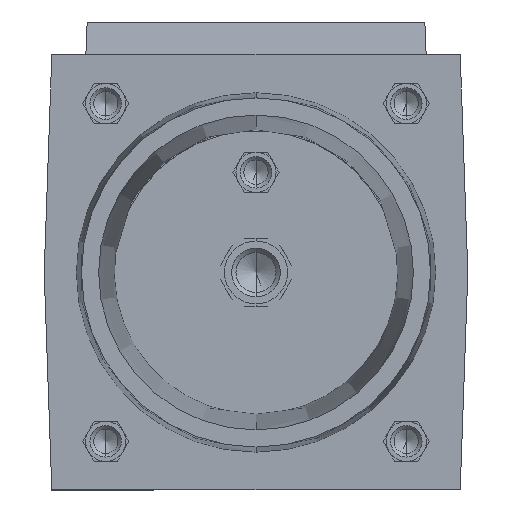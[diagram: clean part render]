
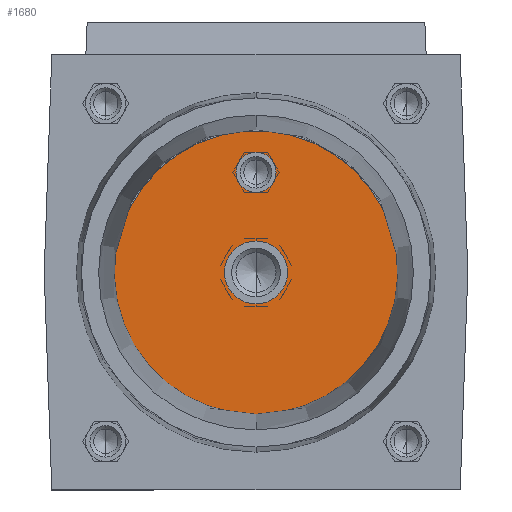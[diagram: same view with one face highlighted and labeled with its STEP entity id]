
A CAD part, front view. The second image highlights one B-rep face of the part: STEP entity #1680.
In plain terms, the highlighted planar face has unit normal (0, -1, 0).
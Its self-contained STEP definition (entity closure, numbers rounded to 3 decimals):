
#36 = CARTESIAN_POINT ( 'NONE',  ( 0., 210., 35. ) ) ;
#175 = ORIENTED_EDGE ( 'NONE', *, *, #2820, .F. ) ;
#232 = DIRECTION ( 'NONE',  ( 0., 0., -1. ) ) ;
#403 = CIRCLE ( 'NONE', #1244, 7. ) ;
#451 = AXIS2_PLACEMENT_3D ( 'NONE', #2826, #7787, #700 ) ;
#549 = CIRCLE ( 'NONE', #6863, 49.501 ) ;
#700 = DIRECTION ( 'NONE',  ( 0., 0., -1. ) ) ;
#817 = CARTESIAN_POINT ( 'NONE',  ( -44., 210., 22.679 ) ) ;
#849 = DIRECTION ( 'NONE',  ( 0., 0., -1. ) ) ;
#926 = EDGE_CURVE ( 'NONE', #5745, #1780, #403, .T. ) ;
#960 = DIRECTION ( 'NONE',  ( 0., -1., 0. ) ) ;
#1040 = VERTEX_POINT ( 'NONE', #3015 ) ;
#1126 = DIRECTION ( 'NONE',  ( 0., -1., 0. ) ) ;
#1219 = DIRECTION ( 'NONE',  ( 0., -1., 0. ) ) ;
#1244 = AXIS2_PLACEMENT_3D ( 'NONE', #36, #7039, #5620 ) ;
#1277 = VERTEX_POINT ( 'NONE', #817 ) ;
#1462 = CARTESIAN_POINT ( 'NONE',  ( 0., 210., -49.501 ) ) ;
#1680 = ADVANCED_FACE ( 'NONE', ( #8794, #5084, #3185 ), #5541, .T. ) ;
#1720 = ORIENTED_EDGE ( 'NONE', *, *, #3813, .F. ) ;
#1780 = VERTEX_POINT ( 'NONE', #6308 ) ;
#1828 = ORIENTED_EDGE ( 'NONE', *, *, #926, .F. ) ;
#2099 = CIRCLE ( 'NONE', #8455, 7. ) ;
#2110 = EDGE_CURVE ( 'NONE', #5178, #5245, #7199, .T. ) ;
#2264 = EDGE_LOOP ( 'NONE', ( #6677, #1828, #7557, #6080, #1720, #175 ) ) ;
#2271 = AXIS2_PLACEMENT_3D ( 'NONE', #5470, #1219, #6195 ) ;
#2293 = CIRCLE ( 'NONE', #451, 7. ) ;
#2607 = CARTESIAN_POINT ( 'NONE',  ( 0., 210., 42. ) ) ;
#2820 = EDGE_CURVE ( 'NONE', #1040, #3638, #2293, .T. ) ;
#2826 = CARTESIAN_POINT ( 'NONE',  ( 0., 210., 35. ) ) ;
#2943 = CARTESIAN_POINT ( 'NONE',  ( 0., 210., 0. ) ) ;
#3015 = CARTESIAN_POINT ( 'NONE',  ( 6.062, 210., 38.5 ) ) ;
#3088 = CIRCLE ( 'NONE', #7331, 7. ) ;
#3156 = EDGE_CURVE ( 'NONE', #3752, #8239, #8175, .T. ) ;
#3185 = FACE_BOUND ( 'NONE', #2264, .T. ) ;
#3258 = CARTESIAN_POINT ( 'NONE',  ( 0., 210., 35. ) ) ;
#3277 = DIRECTION ( 'NONE',  ( 0., -1., 0. ) ) ;
#3294 = DIRECTION ( 'NONE',  ( 0., -1., 0. ) ) ;
#3436 = ORIENTED_EDGE ( 'NONE', *, *, #6630, .T. ) ;
#3530 = DIRECTION ( 'NONE',  ( 0., 0., -1. ) ) ;
#3535 = CIRCLE ( 'NONE', #5734, 11. ) ;
#3567 = CARTESIAN_POINT ( 'NONE',  ( 0., 210., 35. ) ) ;
#3590 = CARTESIAN_POINT ( 'NONE',  ( 0., 210., 0. ) ) ;
#3638 = VERTEX_POINT ( 'NONE', #2607 ) ;
#3661 = CARTESIAN_POINT ( 'NONE',  ( 0., 210., 0. ) ) ;
#3672 = DIRECTION ( 'NONE',  ( 0., 0., -1. ) ) ;
#3706 = VERTEX_POINT ( 'NONE', #7679 ) ;
#3752 = VERTEX_POINT ( 'NONE', #1462 ) ;
#3813 = EDGE_CURVE ( 'NONE', #3638, #5178, #2099, .T. ) ;
#4008 = DIRECTION ( 'NONE',  ( 0., -1., 0. ) ) ;
#4225 = ORIENTED_EDGE ( 'NONE', *, *, #7447, .F. ) ;
#4289 = DIRECTION ( 'NONE',  ( 0., 0., -1. ) ) ;
#4313 = CIRCLE ( 'NONE', #4932, 49.501 ) ;
#4392 = EDGE_CURVE ( 'NONE', #5245, #5745, #3088, .T. ) ;
#4449 = AXIS2_PLACEMENT_3D ( 'NONE', #2943, #5090, #849 ) ;
#4464 = DIRECTION ( 'NONE',  ( 0., -1., 0. ) ) ;
#4511 = AXIS2_PLACEMENT_3D ( 'NONE', #3590, #8518, #4289 ) ;
#4666 = EDGE_CURVE ( 'NONE', #1780, #1040, #4840, .T. ) ;
#4692 = EDGE_LOOP ( 'NONE', ( #3436, #9081, #8953 ) ) ;
#4821 = ORIENTED_EDGE ( 'NONE', *, *, #5556, .F. ) ;
#4840 = CIRCLE ( 'NONE', #8582, 7. ) ;
#4932 = AXIS2_PLACEMENT_3D ( 'NONE', #8217, #4008, #8906 ) ;
#5084 = FACE_BOUND ( 'NONE', #6821, .T. ) ;
#5090 = DIRECTION ( 'NONE',  ( 0., -1., 0. ) ) ;
#5119 = EDGE_CURVE ( 'NONE', #1277, #3752, #549, .T. ) ;
#5178 = VERTEX_POINT ( 'NONE', #8071 ) ;
#5224 = CARTESIAN_POINT ( 'NONE',  ( 0., 210., 0. ) ) ;
#5245 = VERTEX_POINT ( 'NONE', #6089 ) ;
#5374 = CARTESIAN_POINT ( 'NONE',  ( 0., 210., 0. ) ) ;
#5470 = CARTESIAN_POINT ( 'NONE',  ( 0., 210., 35. ) ) ;
#5541 = PLANE ( 'NONE',  #6520 ) ;
#5556 = EDGE_CURVE ( 'NONE', #3706, #5975, #8624, .T. ) ;
#5620 = DIRECTION ( 'NONE',  ( 0., 0., -1. ) ) ;
#5734 = AXIS2_PLACEMENT_3D ( 'NONE', #5374, #1126, #6105 ) ;
#5745 = VERTEX_POINT ( 'NONE', #6648 ) ;
#5947 = DIRECTION ( 'NONE',  ( 0., 0., -1. ) ) ;
#5975 = VERTEX_POINT ( 'NONE', #7858 ) ;
#6080 = ORIENTED_EDGE ( 'NONE', *, *, #2110, .F. ) ;
#6089 = CARTESIAN_POINT ( 'NONE',  ( -6.062, 210., 31.5 ) ) ;
#6105 = DIRECTION ( 'NONE',  ( 0., 0., -1. ) ) ;
#6195 = DIRECTION ( 'NONE',  ( 0., 0., -1. ) ) ;
#6308 = CARTESIAN_POINT ( 'NONE',  ( 6.062, 210., 31.5 ) ) ;
#6520 = AXIS2_PLACEMENT_3D ( 'NONE', #3661, #3277, #3672 ) ;
#6630 = EDGE_CURVE ( 'NONE', #8239, #1277, #4313, .T. ) ;
#6648 = CARTESIAN_POINT ( 'NONE',  ( 0., 210., 28. ) ) ;
#6677 = ORIENTED_EDGE ( 'NONE', *, *, #4666, .F. ) ;
#6821 = EDGE_LOOP ( 'NONE', ( #4225, #4821 ) ) ;
#6863 = AXIS2_PLACEMENT_3D ( 'NONE', #5224, #960, #5947 ) ;
#7039 = DIRECTION ( 'NONE',  ( 0., -1., 0. ) ) ;
#7199 = CIRCLE ( 'NONE', #2271, 7. ) ;
#7331 = AXIS2_PLACEMENT_3D ( 'NONE', #3258, #3294, #7536 ) ;
#7447 = EDGE_CURVE ( 'NONE', #5975, #3706, #3535, .T. ) ;
#7536 = DIRECTION ( 'NONE',  ( 0., 0., -1. ) ) ;
#7557 = ORIENTED_EDGE ( 'NONE', *, *, #4392, .F. ) ;
#7672 = CARTESIAN_POINT ( 'NONE',  ( 44., 210., 22.679 ) ) ;
#7679 = CARTESIAN_POINT ( 'NONE',  ( 0., 210., -11. ) ) ;
#7787 = DIRECTION ( 'NONE',  ( 0., -1., 0. ) ) ;
#7858 = CARTESIAN_POINT ( 'NONE',  ( 0., 210., 11. ) ) ;
#8071 = CARTESIAN_POINT ( 'NONE',  ( -6.062, 210., 38.5 ) ) ;
#8175 = CIRCLE ( 'NONE', #4449, 49.501 ) ;
#8217 = CARTESIAN_POINT ( 'NONE',  ( 0., 210., 0. ) ) ;
#8239 = VERTEX_POINT ( 'NONE', #7672 ) ;
#8455 = AXIS2_PLACEMENT_3D ( 'NONE', #3567, #9099, #3530 ) ;
#8518 = DIRECTION ( 'NONE',  ( 0., -1., 0. ) ) ;
#8582 = AXIS2_PLACEMENT_3D ( 'NONE', #8672, #4464, #232 ) ;
#8624 = CIRCLE ( 'NONE', #4511, 11. ) ;
#8672 = CARTESIAN_POINT ( 'NONE',  ( 0., 210., 35. ) ) ;
#8794 = FACE_OUTER_BOUND ( 'NONE', #4692, .T. ) ;
#8906 = DIRECTION ( 'NONE',  ( 0., 0., -1. ) ) ;
#8953 = ORIENTED_EDGE ( 'NONE', *, *, #3156, .T. ) ;
#9081 = ORIENTED_EDGE ( 'NONE', *, *, #5119, .T. ) ;
#9099 = DIRECTION ( 'NONE',  ( 0., -1., 0. ) ) ;
